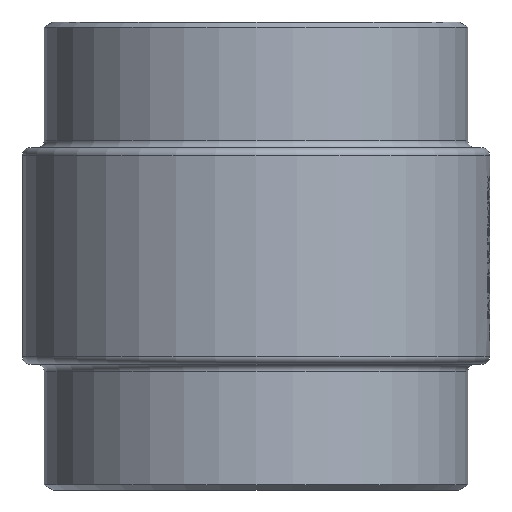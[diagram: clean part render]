
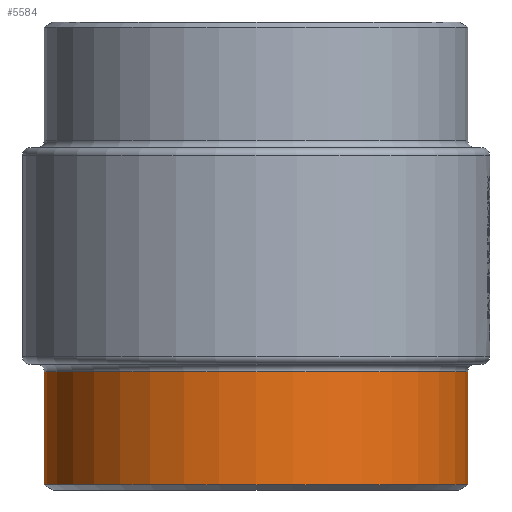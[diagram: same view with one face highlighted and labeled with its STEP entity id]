
A CAD part, front view. The second image highlights one B-rep face of the part: STEP entity #5584.
In plain terms, the highlighted cylindrical face has radius 84.15 mm (diameter 168.3 mm), a partial arc.
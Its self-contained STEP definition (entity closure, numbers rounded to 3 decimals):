
#1880 = CARTESIAN_POINT ( 'NONE',  ( 84.15, 0., -139. ) ) ;
#2849 = VERTEX_POINT ( 'NONE', #12427 ) ;
#2859 = EDGE_CURVE ( 'NONE', #10810, #10373, #16574, .T. ) ;
#2936 = CARTESIAN_POINT ( 'NONE',  ( -84.15, 0., -183.979 ) ) ;
#3604 = CARTESIAN_POINT ( 'NONE',  ( -84.15, 0., -186. ) ) ;
#3789 = EDGE_CURVE ( 'NONE', #10373, #2849, #16205, .T. ) ;
#3914 = AXIS2_PLACEMENT_3D ( 'NONE', #26587, #22298, #20292 ) ;
#4410 = EDGE_CURVE ( 'NONE', #20798, #10810, #7542, .T. ) ;
#5584 = ADVANCED_FACE ( 'NONE', ( #9639 ), #14053, .T. ) ;
#5961 = ORIENTED_EDGE ( 'NONE', *, *, #4410, .T. ) ;
#6273 = EDGE_LOOP ( 'NONE', ( #5961, #14785, #25196, #9120 ) ) ;
#7057 = AXIS2_PLACEMENT_3D ( 'NONE', #27038, #22754, #11219 ) ;
#7251 = DIRECTION ( 'NONE',  ( 0., 0., -1. ) ) ;
#7542 = CIRCLE ( 'NONE', #28045, 84.15 ) ;
#9120 = ORIENTED_EDGE ( 'NONE', *, *, #17808, .F. ) ;
#9639 = FACE_OUTER_BOUND ( 'NONE', #6273, .T. ) ;
#10373 = VERTEX_POINT ( 'NONE', #2936 ) ;
#10810 = VERTEX_POINT ( 'NONE', #15629 ) ;
#11219 = DIRECTION ( 'NONE',  ( 1., 0., 0. ) ) ;
#12427 = CARTESIAN_POINT ( 'NONE',  ( 84.15, 0., -183.979 ) ) ;
#14053 = CYLINDRICAL_SURFACE ( 'NONE', #7057, 84.15 ) ;
#14785 = ORIENTED_EDGE ( 'NONE', *, *, #2859, .T. ) ;
#15602 = DIRECTION ( 'NONE',  ( 0., 0., -1. ) ) ;
#15629 = CARTESIAN_POINT ( 'NONE',  ( -84.15, 0., -139. ) ) ;
#16205 = CIRCLE ( 'NONE', #3914, 84.15 ) ;
#16574 = LINE ( 'NONE', #3604, #18132 ) ;
#17236 = VECTOR ( 'NONE', #7251, 1000. ) ;
#17313 = CARTESIAN_POINT ( 'NONE',  ( 0., 0., -139. ) ) ;
#17808 = EDGE_CURVE ( 'NONE', #20798, #2849, #26370, .T. ) ;
#18132 = VECTOR ( 'NONE', #20983, 1000. ) ;
#20292 = DIRECTION ( 'NONE',  ( 1., 0., 0. ) ) ;
#20798 = VERTEX_POINT ( 'NONE', #1880 ) ;
#20983 = DIRECTION ( 'NONE',  ( 0., 0., -1. ) ) ;
#22298 = DIRECTION ( 'NONE',  ( 0., 0., 1. ) ) ;
#22754 = DIRECTION ( 'NONE',  ( 0., 0., -1. ) ) ;
#24305 = DIRECTION ( 'NONE',  ( 1., 0., 0. ) ) ;
#25196 = ORIENTED_EDGE ( 'NONE', *, *, #3789, .T. ) ;
#26370 = LINE ( 'NONE', #26513, #17236 ) ;
#26513 = CARTESIAN_POINT ( 'NONE',  ( 84.15, 0., -186. ) ) ;
#26587 = CARTESIAN_POINT ( 'NONE',  ( 0., 0., -183.979 ) ) ;
#27038 = CARTESIAN_POINT ( 'NONE',  ( 0., 0., -186. ) ) ;
#28045 = AXIS2_PLACEMENT_3D ( 'NONE', #17313, #15602, #24305 ) ;
